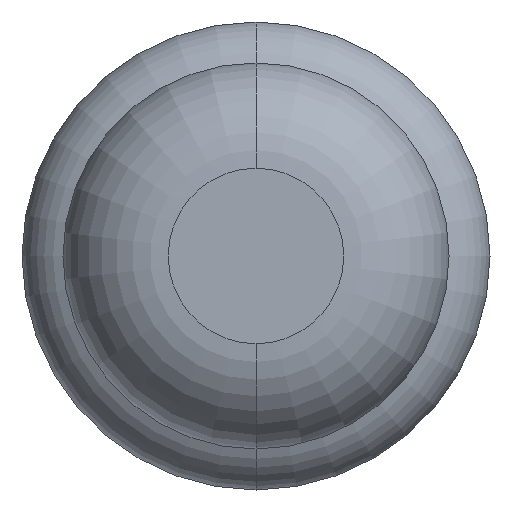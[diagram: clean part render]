
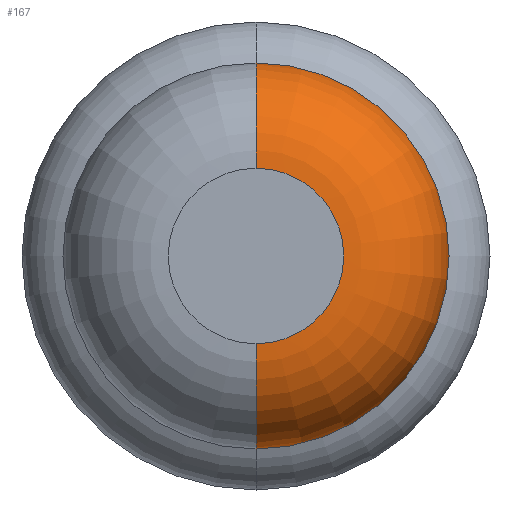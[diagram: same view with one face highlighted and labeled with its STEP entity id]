
A CAD part, front view. The second image highlights one B-rep face of the part: STEP entity #167.
In plain terms, the highlighted toroidal (fillet/blend) face has major radius 0.375 mm and minor radius 0.45 mm.
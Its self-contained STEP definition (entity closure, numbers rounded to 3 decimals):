
#3 = CARTESIAN_POINT ( 'NONE',  ( 0., -24., 0. ) ) ;
#52 = CARTESIAN_POINT ( 'NONE',  ( 0., -23.55, -0.375 ) ) ;
#65 = DIRECTION ( 'NONE',  ( 0., 0., 1. ) ) ;
#69 = DIRECTION ( 'NONE',  ( 0., 1., 0. ) ) ;
#167 = ADVANCED_FACE ( 'Defeature ausgef�hrt1_6', ( #397 ), #440, .T. ) ;
#205 = EDGE_CURVE ( 'NONE', #1105, #714, #2103, .T. ) ;
#369 = DIRECTION ( 'NONE',  ( 0., 0., -1. ) ) ;
#397 = FACE_OUTER_BOUND ( 'NONE', #655, .T. ) ;
#414 = DIRECTION ( 'NONE',  ( 0., 0., 1. ) ) ;
#440 = TOROIDAL_SURFACE ( 'NONE', #722, 0.375, 0.45 ) ;
#522 = VERTEX_POINT ( 'NONE', #647 ) ;
#583 = AXIS2_PLACEMENT_3D ( 'NONE', #52, #4019, #369 ) ;
#647 = CARTESIAN_POINT ( 'NONE',  ( 0., -23.55, 0.825 ) ) ;
#655 = EDGE_LOOP ( 'NONE', ( #2592, #805, #982, #2633 ) ) ;
#714 = VERTEX_POINT ( 'NONE', #4012 ) ;
#722 = AXIS2_PLACEMENT_3D ( 'NONE', #1712, #2066, #65 ) ;
#805 = ORIENTED_EDGE ( 'NONE', *, *, #205, .T. ) ;
#982 = ORIENTED_EDGE ( 'NONE', *, *, #1625, .F. ) ;
#994 = CARTESIAN_POINT ( 'NONE',  ( 0., -24., 0.375 ) ) ;
#1076 = AXIS2_PLACEMENT_3D ( 'NONE', #3, #2697, #1668 ) ;
#1105 = VERTEX_POINT ( 'NONE', #3638 ) ;
#1300 = AXIS2_PLACEMENT_3D ( 'NONE', #3401, #69, #414 ) ;
#1433 = CARTESIAN_POINT ( 'NONE',  ( 0., -23.55, 0.375 ) ) ;
#1449 = DIRECTION ( 'NONE',  ( -1., 0., 0. ) ) ;
#1456 = EDGE_CURVE ( 'Defeature ausgef�hrt1_6+Defeature ausgef�hrt1_5+Defeature ausgef�hrt1_5+Defeature ausgef�hrt1_5', #2280, #1105, #1483, .T. ) ;
#1483 = CIRCLE ( 'NONE', #1076, 0.375 ) ;
#1625 = EDGE_CURVE ( 'Defeature ausgef�hrt1_7+Defeature ausgef�hrt1_6+Defeature ausgef�hrt1_6+Defeature ausgef�hrt1_6', #522, #714, #3874, .T. ) ;
#1668 = DIRECTION ( 'NONE',  ( 0., 0., 1. ) ) ;
#1712 = CARTESIAN_POINT ( 'NONE',  ( 0., -23.55, 0. ) ) ;
#2066 = DIRECTION ( 'NONE',  ( 0., 1., 0. ) ) ;
#2103 = CIRCLE ( 'NONE', #583, 0.45 ) ;
#2280 = VERTEX_POINT ( 'NONE', #994 ) ;
#2452 = DIRECTION ( 'NONE',  ( 0., 0., 1. ) ) ;
#2592 = ORIENTED_EDGE ( 'NONE', *, *, #1456, .T. ) ;
#2633 = ORIENTED_EDGE ( 'NONE', *, *, #4188, .F. ) ;
#2697 = DIRECTION ( 'NONE',  ( 0., 1., 0. ) ) ;
#2714 = CIRCLE ( 'NONE', #3784, 0.45 ) ;
#3401 = CARTESIAN_POINT ( 'NONE',  ( 0., -23.55, 0. ) ) ;
#3638 = CARTESIAN_POINT ( 'NONE',  ( 0., -24., -0.375 ) ) ;
#3784 = AXIS2_PLACEMENT_3D ( 'NONE', #1433, #1449, #2452 ) ;
#3874 = CIRCLE ( 'NONE', #1300, 0.825 ) ;
#4012 = CARTESIAN_POINT ( 'NONE',  ( 0., -23.55, -0.825 ) ) ;
#4019 = DIRECTION ( 'NONE',  ( 1., 0., 0. ) ) ;
#4188 = EDGE_CURVE ( 'NONE', #2280, #522, #2714, .T. ) ;
